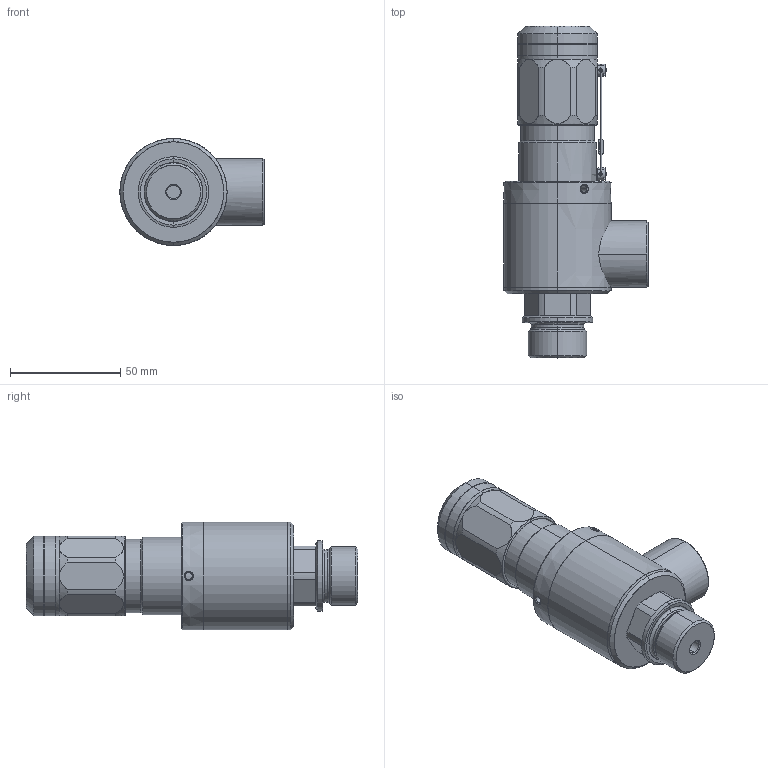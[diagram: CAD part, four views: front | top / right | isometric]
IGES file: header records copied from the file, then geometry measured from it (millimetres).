
Start section: SolidWorks IGES file using analytic representation for surfaces
Global section: file name: 492tGO_10_MF_2020_MD_PAI.IGS; native system: SolidWorks 2016; preprocessor: SolidWorks 2016; author: Stavrianos; date: 170904.110012; units: millimetre
Bounding box: 65.25 x 150.25 x 48.5 mm (x, y, z)
Surface area: 33493.1 mm2 (no closed solid volume)
Topology: 0 solids, 0 shells, 222 faces, 3546 edges, 3546 vertices
Faces by surface type: revolution 139, bspline 83
